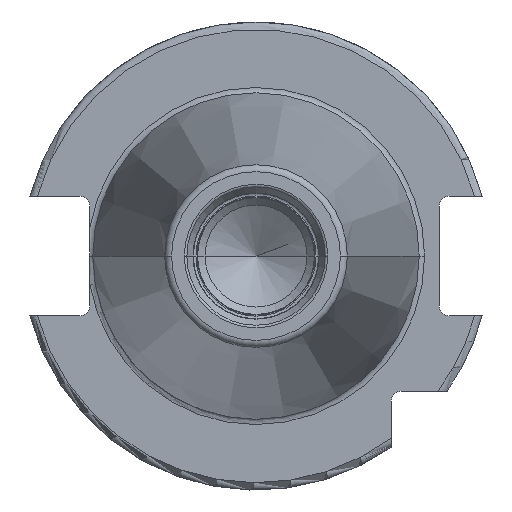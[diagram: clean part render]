
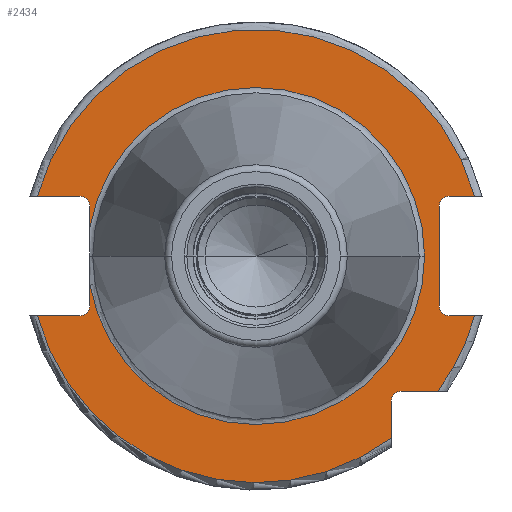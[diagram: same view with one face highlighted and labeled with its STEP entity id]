
A CAD part, left-side view. The second image highlights one B-rep face of the part: STEP entity #2434.
In plain terms, the highlighted planar face has unit normal (-1, 0, 0).
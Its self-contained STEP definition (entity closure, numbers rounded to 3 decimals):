
#105=CARTESIAN_POINT('',(3.2,22.55,-3.842));
#117=CARTESIAN_POINT('',(3.2,0.,0.));
#118=DIRECTION('',(-1.,0.,0.));
#119=DIRECTION('',(0.,0.986,-0.168));
#120=AXIS2_PLACEMENT_3D('',#117,#118,#119);
#457=CARTESIAN_POINT('',(3.2,23.9,-6.75));
#458=DIRECTION('',(1.,0.,0.));
#459=DIRECTION('',(0.,-1.,0.));
#460=AXIS2_PLACEMENT_3D('',#457,#458,#459);
#466=DIRECTION('',(0.,0.,-1.));
#467=VECTOR('',#466,2.908);
#468=CARTESIAN_POINT('',(3.2,22.55,6.75));
#469=LINE('',#468,#467);
#470=DIRECTION('',(0.,-1.,0.));
#471=VECTOR('',#470,5.777);
#472=CARTESIAN_POINT('',(3.2,29.677,8.1));
#473=LINE('',#472,#471);
#474=CARTESIAN_POINT('',(3.2,0.,0.));
#475=DIRECTION('',(1.,0.,0.));
#476=DIRECTION('',(0.,0.965,0.263));
#477=AXIS2_PLACEMENT_3D('',#474,#475,#476);
#479=DIRECTION('',(0.,1.,0.));
#480=VECTOR('',#479,3.477);
#481=CARTESIAN_POINT('',(3.2,-29.677,8.1));
#482=LINE('',#481,#480);
#483=DIRECTION('',(0.,0.,1.));
#484=VECTOR('',#483,13.5);
#485=CARTESIAN_POINT('',(3.2,-24.85,-6.75));
#486=LINE('',#485,#484);
#487=DIRECTION('',(0.,1.,0.));
#488=VECTOR('',#487,3.477);
#489=CARTESIAN_POINT('',(3.2,-29.677,-8.1));
#490=LINE('',#489,#488);
#491=CARTESIAN_POINT('',(3.2,0.,0.));
#492=DIRECTION('',(-1.,0.,0.));
#493=DIRECTION('',(0.,-0.803,-0.597));
#494=AXIS2_PLACEMENT_3D('',#491,#492,#493);
#496=DIRECTION('',(0.,-1.,0.));
#497=VECTOR('',#496,4.99);
#498=CARTESIAN_POINT('',(3.2,-19.7,-18.35));
#499=LINE('',#498,#497);
#500=DIRECTION('',(0.,0.,1.));
#501=VECTOR('',#500,4.99);
#502=CARTESIAN_POINT('',(3.2,-18.35,-24.69));
#503=LINE('',#502,#501);
#504=CARTESIAN_POINT('',(3.2,0.,0.));
#505=DIRECTION('',(-1.,0.,0.));
#506=DIRECTION('',(0.,0.965,-0.263));
#507=AXIS2_PLACEMENT_3D('',#504,#505,#506);
#509=DIRECTION('',(0.,-1.,0.));
#510=VECTOR('',#509,5.777);
#511=CARTESIAN_POINT('',(3.2,29.677,-8.1));
#512=LINE('',#511,#510);
#513=DIRECTION('',(0.,0.,-1.));
#514=VECTOR('',#513,2.908);
#515=CARTESIAN_POINT('',(3.2,22.55,-3.842));
#516=LINE('',#515,#514);
#522=CARTESIAN_POINT('',(3.2,23.9,6.75));
#523=DIRECTION('',(1.,0.,0.));
#524=DIRECTION('',(0.,0.,1.));
#525=AXIS2_PLACEMENT_3D('',#522,#523,#524);
#567=CARTESIAN_POINT('',(3.2,-26.2,6.75));
#568=DIRECTION('',(1.,0.,0.));
#569=DIRECTION('',(0.,1.,0.));
#570=AXIS2_PLACEMENT_3D('',#567,#568,#569);
#585=CARTESIAN_POINT('',(3.2,-26.2,-6.75));
#586=DIRECTION('',(1.,0.,0.));
#587=DIRECTION('',(0.,0.,-1.));
#588=AXIS2_PLACEMENT_3D('',#585,#586,#587);
#710=CARTESIAN_POINT('',(3.2,29.677,-8.1));
#746=CARTESIAN_POINT('',(3.2,-29.677,-8.1));
#1052=CARTESIAN_POINT('',(3.2,-19.7,-19.7));
#1053=DIRECTION('',(1.,0.,0.));
#1054=DIRECTION('',(0.,1.,0.));
#1055=AXIS2_PLACEMENT_3D('',#1052,#1053,#1054);
#1200=CARTESIAN_POINT('',(3.2,29.677,8.1));
#1207=CARTESIAN_POINT('',(3.2,-29.677,8.1));
#1218=CARTESIAN_POINT('',(3.2,22.55,3.842));
#1229=CARTESIAN_POINT('',(3.2,0.,0.));
#1230=DIRECTION('',(1.,0.,0.));
#1231=DIRECTION('',(0.,0.986,0.168));
#1232=AXIS2_PLACEMENT_3D('',#1229,#1230,#1231);
#1452=CARTESIAN_POINT('',(3.2,-22.875,0.));
#1454=VERTEX_POINT('',#1452);
#1594=VERTEX_POINT('',#1218);
#1596=VERTEX_POINT('',#105);
#1599=VERTEX_POINT('',#1200);
#1600=VERTEX_POINT('',#1207);
#1603=VERTEX_POINT('',#710);
#1604=VERTEX_POINT('',#746);
#1619=CARTESIAN_POINT('',(3.2,-18.35,-24.69));
#1620=VERTEX_POINT('',#1619);
#1622=CARTESIAN_POINT('',(3.2,23.9,-8.1));
#1624=VERTEX_POINT('',#1622);
#1626=CARTESIAN_POINT('',(3.2,22.55,-6.75));
#1628=VERTEX_POINT('',#1626);
#1630=CARTESIAN_POINT('',(3.2,22.55,6.75));
#1632=VERTEX_POINT('',#1630);
#1634=CARTESIAN_POINT('',(3.2,23.9,8.1));
#1636=VERTEX_POINT('',#1634);
#1638=CARTESIAN_POINT('',(3.2,-24.85,-6.75));
#1640=VERTEX_POINT('',#1638);
#1642=CARTESIAN_POINT('',(3.2,-26.2,-8.1));
#1644=VERTEX_POINT('',#1642);
#1646=CARTESIAN_POINT('',(3.2,-26.2,8.1));
#1648=VERTEX_POINT('',#1646);
#1650=CARTESIAN_POINT('',(3.2,-24.85,6.75));
#1652=VERTEX_POINT('',#1650);
#1659=CARTESIAN_POINT('',(3.2,-19.7,-18.35));
#1660=CARTESIAN_POINT('',(3.2,-24.69,-18.35));
#1661=VERTEX_POINT('',#1659);
#1662=VERTEX_POINT('',#1660);
#1663=CARTESIAN_POINT('',(3.2,-18.35,-19.7));
#1664=VERTEX_POINT('',#1663);
#2394=CARTESIAN_POINT('',(3.2,0.,0.));
#2395=DIRECTION('',(1.,0.,0.));
#2396=DIRECTION('',(0.,-1.,0.));
#2397=AXIS2_PLACEMENT_3D('',#2394,#2395,#2396);
#2398=PLANE('',#2397);
#2399=ORIENTED_EDGE('',*,*,#1898,.F.);
#2401=ORIENTED_EDGE('',*,*,#2400,.F.);
#2403=ORIENTED_EDGE('',*,*,#2402,.F.);
#2405=ORIENTED_EDGE('',*,*,#2404,.T.);
#2407=ORIENTED_EDGE('',*,*,#2406,.T.);
#2409=ORIENTED_EDGE('',*,*,#2408,.F.);
#2411=ORIENTED_EDGE('',*,*,#2410,.F.);
#2413=ORIENTED_EDGE('',*,*,#2412,.F.);
#2415=ORIENTED_EDGE('',*,*,#2414,.F.);
#2417=ORIENTED_EDGE('',*,*,#2416,.F.);
#2419=ORIENTED_EDGE('',*,*,#2418,.F.);
#2421=ORIENTED_EDGE('',*,*,#2420,.F.);
#2423=ORIENTED_EDGE('',*,*,#2422,.F.);
#2425=ORIENTED_EDGE('',*,*,#2424,.F.);
#2426=ORIENTED_EDGE('',*,*,#2366,.T.);
#2427=ORIENTED_EDGE('',*,*,#2355,.F.);
#2428=ORIENTED_EDGE('',*,*,#1903,.F.);
#2429=ORIENTED_EDGE('',*,*,#1878,.T.);
#2431=ORIENTED_EDGE('',*,*,#2430,.F.);
#2432=EDGE_LOOP('',(#2399,#2401,#2403,#2405,#2407,#2409,#2411,#2413,#2415,#2417,
#2419,#2421,#2423,#2425,#2426,#2427,#2428,#2429,#2431));
#2433=FACE_OUTER_BOUND('',#2432,.F.);
#2434=ADVANCED_FACE('',(#2433),#2398,.F.);
#121=CIRCLE('',#120,22.875);
#461=CIRCLE('',#460,1.35);
#478=CIRCLE('',#477,30.763);
#495=CIRCLE('',#494,30.763);
#508=CIRCLE('',#507,30.763);
#526=CIRCLE('',#525,1.35);
#571=CIRCLE('',#570,1.35);
#589=CIRCLE('',#588,1.35);
#1056=CIRCLE('',#1055,1.35);
#1233=CIRCLE('',#1232,22.875);
#1878=EDGE_CURVE('',#1596,#1454,#121,.T.);
#1898=EDGE_CURVE('',#1632,#1594,#469,.T.);
#1903=EDGE_CURVE('',#1596,#1628,#516,.T.);
#2355=EDGE_CURVE('',#1628,#1624,#461,.T.);
#2366=EDGE_CURVE('',#1603,#1624,#512,.T.);
#2400=EDGE_CURVE('',#1636,#1632,#526,.T.);
#2402=EDGE_CURVE('',#1599,#1636,#473,.T.);
#2404=EDGE_CURVE('',#1599,#1600,#478,.T.);
#2406=EDGE_CURVE('',#1600,#1648,#482,.T.);
#2408=EDGE_CURVE('',#1652,#1648,#571,.T.);
#2410=EDGE_CURVE('',#1640,#1652,#486,.T.);
#2412=EDGE_CURVE('',#1644,#1640,#589,.T.);
#2414=EDGE_CURVE('',#1604,#1644,#490,.T.);
#2416=EDGE_CURVE('',#1662,#1604,#495,.T.);
#2418=EDGE_CURVE('',#1661,#1662,#499,.T.);
#2420=EDGE_CURVE('',#1664,#1661,#1056,.T.);
#2422=EDGE_CURVE('',#1620,#1664,#503,.T.);
#2424=EDGE_CURVE('',#1603,#1620,#508,.T.);
#2430=EDGE_CURVE('',#1594,#1454,#1233,.T.);
